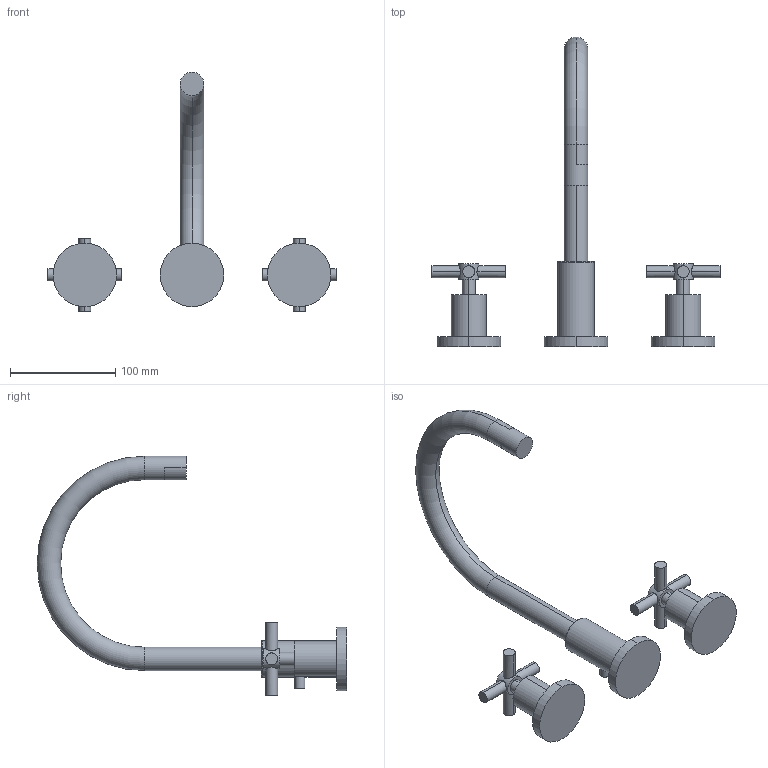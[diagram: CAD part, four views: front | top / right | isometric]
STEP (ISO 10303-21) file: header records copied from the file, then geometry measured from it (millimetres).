
FILE_DESCRIPTION((''),'2;1');
FILE_NAME('990','2020-11-26T10:50:34',('jinson.thomas'),(''),'CREO PARAMETRIC BY PTC INC, 2018400','CREO PARAMETRIC BY PTC INC, 2018400','');
FILE_SCHEMA(('CONFIG_CONTROL_DESIGN'));
Length unit declared in the file: inch
Products named in the file (1): 990
Bounding box: 273.05 x 293.48 x 227.04 mm (x, y, z)
Volume: 420601.6 mm3; surface area: 80335 mm2
Topology: 3 solids, 3 shells, 69 faces, 140 edges, 90 vertices
Faces by surface type: cylinder 42, plane 23, torus 4
Entity records: 2668 total; most frequent: CARTESIAN_POINT 1139, DIRECTION 334, ORIENTED_EDGE 280, AXIS2_PLACEMENT_3D 143, EDGE_CURVE 140, VERTEX_POINT 90, EDGE_LOOP 82, CIRCLE 74
